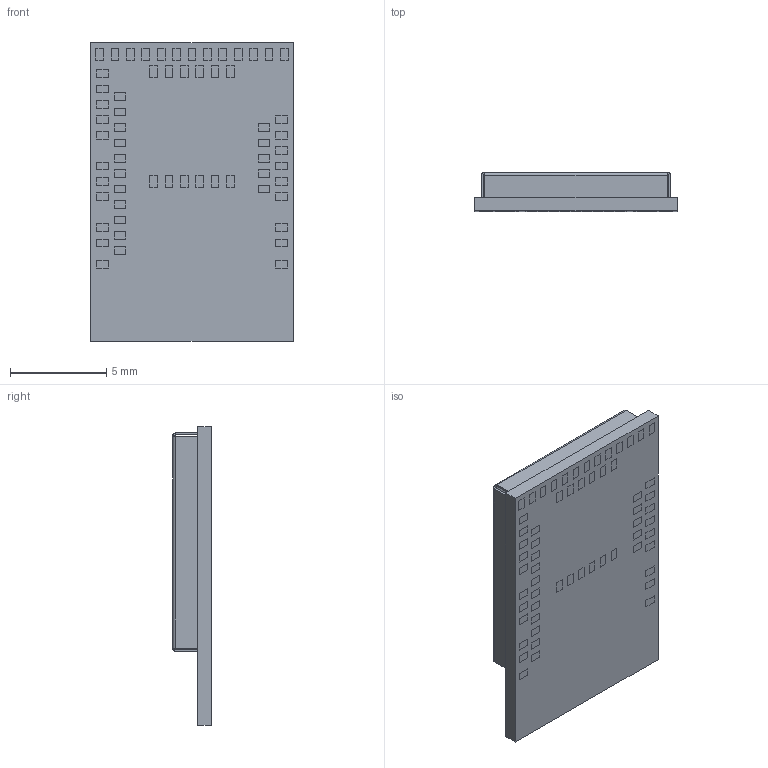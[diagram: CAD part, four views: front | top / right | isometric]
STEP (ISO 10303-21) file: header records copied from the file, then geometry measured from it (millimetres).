
FILE_DESCRIPTION(('FreeCAD Model'),'2;1');
FILE_NAME('MDBT50Q-P1M.step', '2020-01-06T12:09:34',('Author'),(''), 'Open CASCADE STEP processor 7.3','FreeCAD','Unknown');
FILE_SCHEMA(('AUTOMOTIVE_DESIGN { 1 0 10303 214 1 1 1 1 }'));
Length unit declared in the file: millimetre
Products named in the file (1): MDBT50Q-P1M
Bounding box: 10.5 x 2 x 15.5 mm (x, y, z)
Volume: 129.8 mm3; surface area: 676.5 mm2
Topology: 1 solids, 1 shells, 101 faces, 332 edges, 292 vertices
Faces by surface type: plane 85, cylinder 8, bspline 8
Entity records: 9947 total; most frequent: CARTESIAN_POINT 2598, DIRECTION 1120, LINE 932, VECTOR 932, ORIENTED_EDGE 664, PCURVE 664, DEFINITIONAL_REPRESENTATION 664, EDGE_CURVE 332
